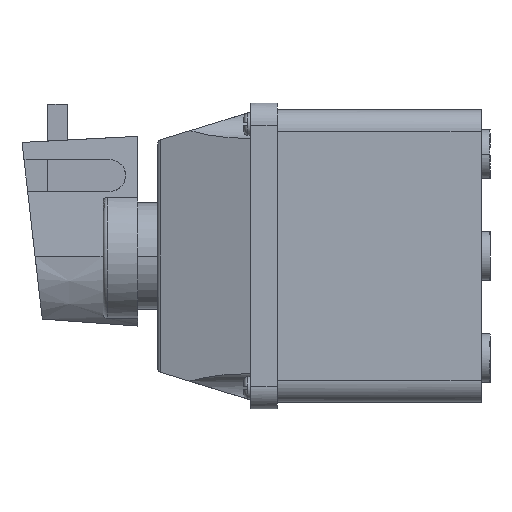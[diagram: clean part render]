
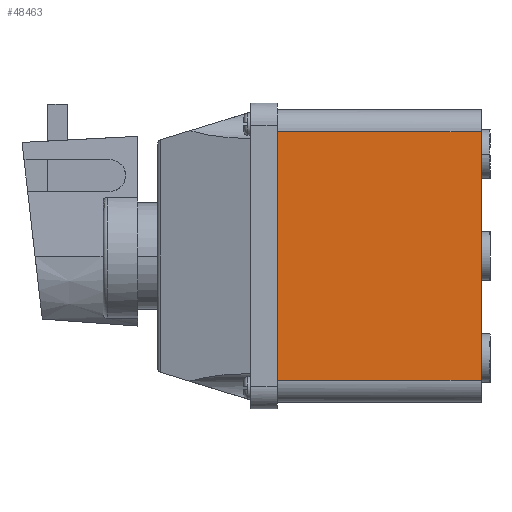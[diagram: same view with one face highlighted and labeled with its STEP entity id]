
A CAD part, left-side view. The second image highlights one B-rep face of the part: STEP entity #48463.
In plain terms, the highlighted planar face has unit normal (-1, 0, 0).
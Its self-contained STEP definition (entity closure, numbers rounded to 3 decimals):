
#842 = CARTESIAN_POINT ( 'NONE',  ( -33.724, -1.6, 28. ) ) ;
#4534 = EDGE_CURVE ( 'NONE', #44368, #42044, #24020, .T. ) ;
#4720 = CARTESIAN_POINT ( 'NONE',  ( -33.724, -1.6, -9.333 ) ) ;
#6228 = CARTESIAN_POINT ( 'NONE',  ( -33.724, -16.933, 28. ) ) ;
#8996 = PLANE ( 'NONE',  #34977 ) ;
#9503 = CARTESIAN_POINT ( 'NONE',  ( -33.724, -47.6, -28. ) ) ;
#14608 = CARTESIAN_POINT ( 'NONE',  ( -33.724, -16.933, -28. ) ) ;
#15097 = B_SPLINE_CURVE_WITH_KNOTS ( 'NONE', 3,
 ( #28561, #6228, #17048, #32013 ),
 .UNSPECIFIED., .F., .F.,
 ( 4, 4 ),
 ( 0., 46. ),
 .UNSPECIFIED. ) ;
#15453 = EDGE_CURVE ( 'NONE', #47493, #44368, #22404, .T. ) ;
#17048 = CARTESIAN_POINT ( 'NONE',  ( -33.724, -32.267, 28. ) ) ;
#18769 = EDGE_LOOP ( 'NONE', ( #43506, #29964, #18893, #19866 ) ) ;
#18893 = ORIENTED_EDGE ( 'NONE', *, *, #42032, .F. ) ;
#19866 = ORIENTED_EDGE ( 'NONE', *, *, #15453, .T. ) ;
#20043 = FACE_OUTER_BOUND ( 'NONE', #18769, .T. ) ;
#20286 = CARTESIAN_POINT ( 'NONE',  ( -33.724, -1.6, 28. ) ) ;
#21796 = B_SPLINE_CURVE_WITH_KNOTS ( 'NONE', 3,
 ( #34459, #4720, #38156, #37896 ),
 .UNSPECIFIED., .F., .F.,
 ( 4, 4 ),
 ( 0., 56. ),
 .UNSPECIFIED. ) ;
#22404 = B_SPLINE_CURVE_WITH_KNOTS ( 'NONE', 3,
 ( #48365, #14608, #33502, #48610 ),
 .UNSPECIFIED., .F., .F.,
 ( 4, 4 ),
 ( 0., 46. ),
 .UNSPECIFIED. ) ;
#24020 = B_SPLINE_CURVE_WITH_KNOTS ( 'NONE', 3,
 ( #9503, #47673, #28640, #39469 ),
 .UNSPECIFIED., .F., .F.,
 ( 4, 4 ),
 ( 0., 56. ),
 .UNSPECIFIED. ) ;
#25795 = CARTESIAN_POINT ( 'NONE',  ( -33.724, -47.6, -28. ) ) ;
#28561 = CARTESIAN_POINT ( 'NONE',  ( -33.724, -1.6, 28. ) ) ;
#28640 = CARTESIAN_POINT ( 'NONE',  ( -33.724, -47.6, 9.333 ) ) ;
#28664 = EDGE_CURVE ( 'NONE', #32660, #42044, #15097, .T. ) ;
#29964 = ORIENTED_EDGE ( 'NONE', *, *, #28664, .F. ) ;
#31340 = DIRECTION ( 'NONE',  ( 0., 1., 0. ) ) ;
#32013 = CARTESIAN_POINT ( 'NONE',  ( -33.724, -47.6, 28. ) ) ;
#32660 = VERTEX_POINT ( 'NONE', #842 ) ;
#33502 = CARTESIAN_POINT ( 'NONE',  ( -33.724, -32.267, -28. ) ) ;
#34459 = CARTESIAN_POINT ( 'NONE',  ( -33.724, -1.6, -28. ) ) ;
#34977 = AXIS2_PLACEMENT_3D ( 'NONE', #20286, #39714, #31340 ) ;
#35633 = CARTESIAN_POINT ( 'NONE',  ( -33.724, -47.6, 28. ) ) ;
#37896 = CARTESIAN_POINT ( 'NONE',  ( -33.724, -1.6, 28. ) ) ;
#38156 = CARTESIAN_POINT ( 'NONE',  ( -33.724, -1.6, 9.333 ) ) ;
#39375 = CARTESIAN_POINT ( 'NONE',  ( -33.724, -1.6, -28. ) ) ;
#39469 = CARTESIAN_POINT ( 'NONE',  ( -33.724, -47.6, 28. ) ) ;
#39714 = DIRECTION ( 'NONE',  ( 1., 0., 0. ) ) ;
#42032 = EDGE_CURVE ( 'NONE', #47493, #32660, #21796, .T. ) ;
#42044 = VERTEX_POINT ( 'NONE', #35633 ) ;
#43506 = ORIENTED_EDGE ( 'NONE', *, *, #4534, .T. ) ;
#44368 = VERTEX_POINT ( 'NONE', #25795 ) ;
#47493 = VERTEX_POINT ( 'NONE', #39375 ) ;
#47673 = CARTESIAN_POINT ( 'NONE',  ( -33.724, -47.6, -9.333 ) ) ;
#48365 = CARTESIAN_POINT ( 'NONE',  ( -33.724, -1.6, -28. ) ) ;
#48463 = ADVANCED_FACE ( 'NONE', ( #20043 ), #8996, .F. ) ;
#48610 = CARTESIAN_POINT ( 'NONE',  ( -33.724, -47.6, -28. ) ) ;
